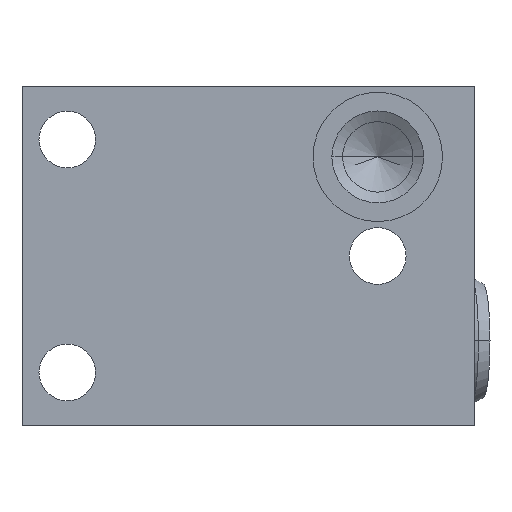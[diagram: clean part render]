
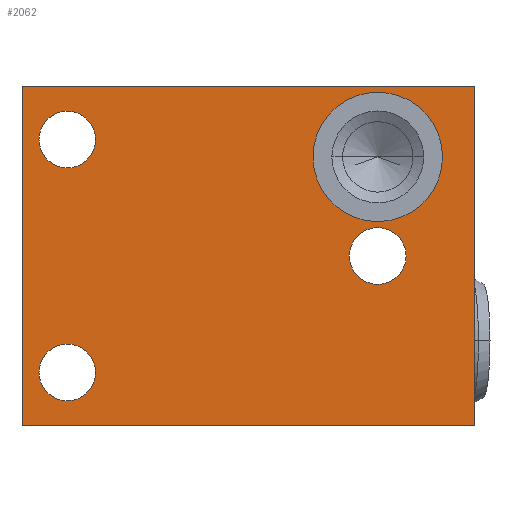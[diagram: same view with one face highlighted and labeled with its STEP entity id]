
A CAD part, front view. The second image highlights one B-rep face of the part: STEP entity #2062.
In plain terms, the highlighted planar face has unit normal (0, -1, 0).
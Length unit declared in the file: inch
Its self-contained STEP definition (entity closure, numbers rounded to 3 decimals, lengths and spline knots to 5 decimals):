
#55=DIRECTION('',(1.,0.,0.));
#56=VECTOR('',#55,1.75);
#57=CARTESIAN_POINT('',(-0.687,-0.37,-0.6565));
#58=LINE('',#57,#56);
#87=DIRECTION('',(0.,0.,1.));
#88=VECTOR('',#87,1.313);
#89=CARTESIAN_POINT('',(1.063,-0.37,-0.6565));
#90=LINE('',#89,#88);
#91=DIRECTION('',(0.,0.,1.));
#92=VECTOR('',#91,1.313);
#93=CARTESIAN_POINT('',(-0.687,-0.37,-0.6565));
#94=LINE('',#93,#92);
#95=CARTESIAN_POINT('',(-0.512,-0.37,0.45));
#96=DIRECTION('',(0.,1.,0.));
#97=DIRECTION('',(0.,0.,-1.));
#98=AXIS2_PLACEMENT_3D('',#95,#96,#97);
#100=CARTESIAN_POINT('',(-0.512,-0.37,0.45));
#101=DIRECTION('',(0.,1.,0.));
#102=DIRECTION('',(0.,0.,1.));
#103=AXIS2_PLACEMENT_3D('',#100,#101,#102);
#105=CARTESIAN_POINT('',(-0.512,-0.37,-0.45));
#106=DIRECTION('',(0.,1.,0.));
#107=DIRECTION('',(0.,0.,-1.));
#108=AXIS2_PLACEMENT_3D('',#105,#106,#107);
#110=CARTESIAN_POINT('',(-0.512,-0.37,-0.45));
#111=DIRECTION('',(0.,1.,0.));
#112=DIRECTION('',(0.,0.,1.));
#113=AXIS2_PLACEMENT_3D('',#110,#111,#112);
#115=CARTESIAN_POINT('',(0.688,-0.37,0.));
#116=DIRECTION('',(0.,1.,0.));
#117=DIRECTION('',(0.,0.,-1.));
#118=AXIS2_PLACEMENT_3D('',#115,#116,#117);
#120=CARTESIAN_POINT('',(0.688,-0.37,0.));
#121=DIRECTION('',(0.,1.,0.));
#122=DIRECTION('',(0.,0.,1.));
#123=AXIS2_PLACEMENT_3D('',#120,#121,#122);
#125=CARTESIAN_POINT('',(0.688,-0.37,0.383));
#126=DIRECTION('',(0.,1.,0.));
#127=DIRECTION('',(-1.,0.,0.));
#128=AXIS2_PLACEMENT_3D('',#125,#126,#127);
#130=CARTESIAN_POINT('',(0.688,-0.37,0.383));
#131=DIRECTION('',(0.,1.,0.));
#132=DIRECTION('',(1.,0.,0.));
#133=AXIS2_PLACEMENT_3D('',#130,#131,#132);
#151=DIRECTION('',(1.,0.,0.));
#152=VECTOR('',#151,1.75);
#153=CARTESIAN_POINT('',(-0.687,-0.37,0.6565));
#154=LINE('',#153,#152);
#1801=CARTESIAN_POINT('',(-0.687,-0.37,-0.6565));
#1803=VERTEX_POINT('',#1801);
#1804=CARTESIAN_POINT('',(1.063,-0.37,-0.6565));
#1805=VERTEX_POINT('',#1804);
#1809=CARTESIAN_POINT('',(-0.687,-0.37,0.6565));
#1811=VERTEX_POINT('',#1809);
#1812=CARTESIAN_POINT('',(1.063,-0.37,0.6565));
#1813=VERTEX_POINT('',#1812);
#1820=CARTESIAN_POINT('',(-0.512,-0.37,0.3405));
#1821=CARTESIAN_POINT('',(-0.512,-0.37,0.5595));
#1822=VERTEX_POINT('',#1820);
#1823=VERTEX_POINT('',#1821);
#1824=CARTESIAN_POINT('',(-0.512,-0.37,-0.5595));
#1825=CARTESIAN_POINT('',(-0.512,-0.37,-0.3405));
#1826=VERTEX_POINT('',#1824);
#1827=VERTEX_POINT('',#1825);
#1828=CARTESIAN_POINT('',(0.688,-0.37,-0.1095));
#1829=CARTESIAN_POINT('',(0.688,-0.37,0.1095));
#1830=VERTEX_POINT('',#1828);
#1831=VERTEX_POINT('',#1829);
#1848=CARTESIAN_POINT('',(0.438,-0.37,0.383));
#1849=CARTESIAN_POINT('',(0.938,-0.37,0.383));
#1850=VERTEX_POINT('',#1848);
#1851=VERTEX_POINT('',#1849);
#2025=CARTESIAN_POINT('',(-0.687,-0.37,-0.6565));
#2026=DIRECTION('',(0.,-1.,0.));
#2027=DIRECTION('',(1.,0.,0.));
#2028=AXIS2_PLACEMENT_3D('',#2025,#2026,#2027);
#2029=PLANE('',#2028);
#2030=ORIENTED_EDGE('',*,*,#1970,.F.);
#2032=ORIENTED_EDGE('',*,*,#2031,.T.);
#2034=ORIENTED_EDGE('',*,*,#2033,.T.);
#2035=ORIENTED_EDGE('',*,*,#2016,.F.);
#2036=EDGE_LOOP('',(#2030,#2032,#2034,#2035));
#2037=FACE_OUTER_BOUND('',#2036,.F.);
#2039=ORIENTED_EDGE('',*,*,#2038,.F.);
#2041=ORIENTED_EDGE('',*,*,#2040,.F.);
#2042=EDGE_LOOP('',(#2039,#2041));
#2043=FACE_BOUND('',#2042,.F.);
#2045=ORIENTED_EDGE('',*,*,#2044,.F.);
#2047=ORIENTED_EDGE('',*,*,#2046,.F.);
#2048=EDGE_LOOP('',(#2045,#2047));
#2049=FACE_BOUND('',#2048,.F.);
#2051=ORIENTED_EDGE('',*,*,#2050,.F.);
#2053=ORIENTED_EDGE('',*,*,#2052,.F.);
#2054=EDGE_LOOP('',(#2051,#2053));
#2055=FACE_BOUND('',#2054,.F.);
#2057=ORIENTED_EDGE('',*,*,#2056,.F.);
#2059=ORIENTED_EDGE('',*,*,#2058,.F.);
#2060=EDGE_LOOP('',(#2057,#2059));
#2061=FACE_BOUND('',#2060,.F.);
#2062=ADVANCED_FACE('',(#2037,#2043,#2049,#2055,#2061),#2029,.T.);
#99=CIRCLE('',#98,0.1095);
#104=CIRCLE('',#103,0.1095);
#109=CIRCLE('',#108,0.1095);
#114=CIRCLE('',#113,0.1095);
#119=CIRCLE('',#118,0.1095);
#124=CIRCLE('',#123,0.1095);
#129=CIRCLE('',#128,0.25);
#134=CIRCLE('',#133,0.25);
#1970=EDGE_CURVE('',#1803,#1805,#58,.T.);
#2016=EDGE_CURVE('',#1805,#1813,#90,.T.);
#2031=EDGE_CURVE('',#1803,#1811,#94,.T.);
#2033=EDGE_CURVE('',#1811,#1813,#154,.T.);
#2038=EDGE_CURVE('',#1822,#1823,#99,.T.);
#2040=EDGE_CURVE('',#1823,#1822,#104,.T.);
#2044=EDGE_CURVE('',#1826,#1827,#109,.T.);
#2046=EDGE_CURVE('',#1827,#1826,#114,.T.);
#2050=EDGE_CURVE('',#1830,#1831,#119,.T.);
#2052=EDGE_CURVE('',#1831,#1830,#124,.T.);
#2056=EDGE_CURVE('',#1850,#1851,#129,.T.);
#2058=EDGE_CURVE('',#1851,#1850,#134,.T.);
